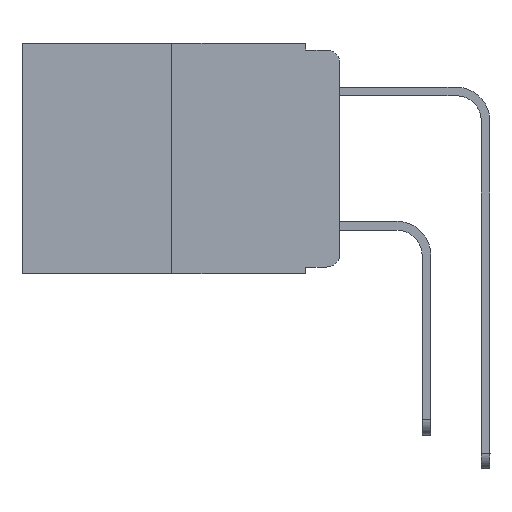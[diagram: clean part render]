
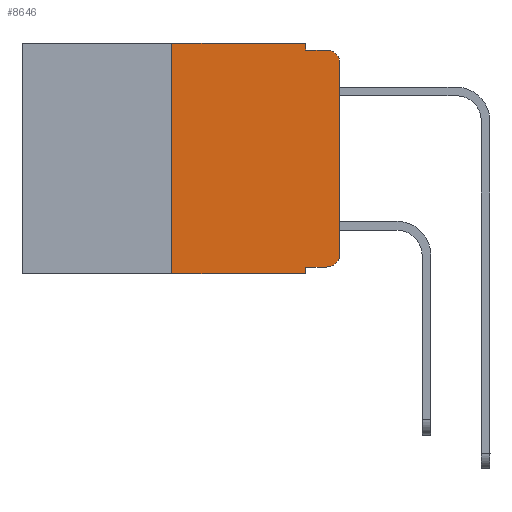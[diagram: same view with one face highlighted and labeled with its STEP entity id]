
A CAD part, left-side view. The second image highlights one B-rep face of the part: STEP entity #8646.
In plain terms, the highlighted planar face has unit normal (-1, 0, 0).
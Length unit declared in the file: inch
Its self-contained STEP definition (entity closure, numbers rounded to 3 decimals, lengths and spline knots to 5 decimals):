
#295 = EDGE_CURVE ( 'NONE', #16171, #18490, #11957, .T. ) ;
#878 = CARTESIAN_POINT ( 'NONE',  ( 0., 0.25, -0.343 ) ) ;
#935 = EDGE_CURVE ( 'NONE', #18403, #18490, #14412, .T. ) ;
#1336 = DIRECTION ( 'NONE',  ( 1., 0., 0. ) ) ;
#1377 = DIRECTION ( 'NONE',  ( 0., 0., -1. ) ) ;
#1452 = CARTESIAN_POINT ( 'NONE',  ( 0., 0.02, -0.01 ) ) ;
#2711 = EDGE_CURVE ( 'NONE', #14525, #9604, #3588, .T. ) ;
#2912 = VECTOR ( 'NONE', #4490, 39.37008 ) ;
#3209 = CARTESIAN_POINT ( 'NONE',  ( 0., 0.02, -0.03 ) ) ;
#3588 = LINE ( 'NONE', #8885, #8651 ) ;
#3845 = VERTEX_POINT ( 'NONE', #12110 ) ;
#3936 = EDGE_CURVE ( 'NONE', #18403, #15955, #6596, .T. ) ;
#4490 = DIRECTION ( 'NONE',  ( 0., -1., 0. ) ) ;
#5391 = EDGE_CURVE ( 'NONE', #16171, #17434, #13054, .T. ) ;
#5541 = VECTOR ( 'NONE', #12689, 39.37008 ) ;
#6365 = EDGE_CURVE ( 'NONE', #12940, #12486, #8973, .T. ) ;
#6596 = LINE ( 'NONE', #15555, #12292 ) ;
#6721 = VECTOR ( 'NONE', #15118, 39.37008 ) ;
#6819 = DIRECTION ( 'NONE',  ( 0., -1., 0. ) ) ;
#7718 = LINE ( 'NONE', #11394, #2912 ) ;
#7882 = AXIS2_PLACEMENT_3D ( 'NONE', #3209, #20710, #1377 ) ;
#8193 = CARTESIAN_POINT ( 'NONE',  ( 0., 0.051, -0.01 ) ) ;
#8221 = CARTESIAN_POINT ( 'NONE',  ( 0., 0.25, 0. ) ) ;
#8360 = CARTESIAN_POINT ( 'NONE',  ( 0., 0., 0. ) ) ;
#8621 = ORIENTED_EDGE ( 'NONE', *, *, #295, .T. ) ;
#8646 = ADVANCED_FACE ( 'NONE', ( #10179 ), #11566, .F. ) ;
#8651 = VECTOR ( 'NONE', #12556, 39.37008 ) ;
#8698 = EDGE_CURVE ( 'NONE', #15955, #3845, #10991, .T. ) ;
#8885 = CARTESIAN_POINT ( 'NONE',  ( 0., 0.051, 0. ) ) ;
#8959 = EDGE_CURVE ( 'NONE', #17434, #14525, #7718, .T. ) ;
#8973 = CIRCLE ( 'NONE', #7882, 0.02 ) ;
#9101 = DIRECTION ( 'NONE',  ( 0., -1., 0. ) ) ;
#9422 = ORIENTED_EDGE ( 'NONE', *, *, #3936, .T. ) ;
#9604 = VERTEX_POINT ( 'NONE', #8193 ) ;
#10179 = FACE_OUTER_BOUND ( 'NONE', #15608, .T. ) ;
#10447 = ORIENTED_EDGE ( 'NONE', *, *, #11247, .F. ) ;
#10991 = CIRCLE ( 'NONE', #17236, 0.02 ) ;
#11176 = CARTESIAN_POINT ( 'NONE',  ( 0., 0.051, -0.343 ) ) ;
#11247 = EDGE_CURVE ( 'NONE', #9604, #12486, #17961, .T. ) ;
#11394 = CARTESIAN_POINT ( 'NONE',  ( 0., 0.473, 0. ) ) ;
#11566 = PLANE ( 'NONE',  #20551 ) ;
#11795 = DIRECTION ( 'NONE',  ( 0., 0., -1. ) ) ;
#11957 = LINE ( 'NONE', #18985, #16336 ) ;
#12110 = CARTESIAN_POINT ( 'NONE',  ( 0., 0., -0.313 ) ) ;
#12152 = LINE ( 'NONE', #8360, #19149 ) ;
#12292 = VECTOR ( 'NONE', #6819, 39.37008 ) ;
#12452 = CARTESIAN_POINT ( 'NONE',  ( 0., 0.051, 0. ) ) ;
#12486 = VERTEX_POINT ( 'NONE', #1452 ) ;
#12548 = ORIENTED_EDGE ( 'NONE', *, *, #6365, .T. ) ;
#12556 = DIRECTION ( 'NONE',  ( 0., 0., -1. ) ) ;
#12689 = DIRECTION ( 'NONE',  ( 0., 0., -1. ) ) ;
#12940 = VERTEX_POINT ( 'NONE', #17396 ) ;
#13054 = LINE ( 'NONE', #20078, #6721 ) ;
#13445 = ORIENTED_EDGE ( 'NONE', *, *, #935, .F. ) ;
#14412 = LINE ( 'NONE', #17657, #5541 ) ;
#14490 = CARTESIAN_POINT ( 'NONE',  ( 0., 0.02, -0.313 ) ) ;
#14525 = VERTEX_POINT ( 'NONE', #12452 ) ;
#15118 = DIRECTION ( 'NONE',  ( 0., 0., 1. ) ) ;
#15347 = ORIENTED_EDGE ( 'NONE', *, *, #2711, .F. ) ;
#15356 = CARTESIAN_POINT ( 'NONE',  ( 0., 0.473, 0. ) ) ;
#15555 = CARTESIAN_POINT ( 'NONE',  ( 0., 0.051, -0.333 ) ) ;
#15608 = EDGE_LOOP ( 'NONE', ( #17343, #12548, #10447, #15347, #17209, #17406, #8621, #13445, #9422, #19945 ) ) ;
#15625 = DIRECTION ( 'NONE',  ( 0., -1., 0. ) ) ;
#15748 = EDGE_CURVE ( 'NONE', #3845, #12940, #12152, .T. ) ;
#15826 = CARTESIAN_POINT ( 'NONE',  ( 0., 0.02, -0.333 ) ) ;
#15955 = VERTEX_POINT ( 'NONE', #15826 ) ;
#16171 = VERTEX_POINT ( 'NONE', #878 ) ;
#16332 = DIRECTION ( 'NONE',  ( 0., 0., -1. ) ) ;
#16336 = VECTOR ( 'NONE', #15625, 39.37008 ) ;
#17209 = ORIENTED_EDGE ( 'NONE', *, *, #8959, .F. ) ;
#17236 = AXIS2_PLACEMENT_3D ( 'NONE', #14490, #17424, #16332 ) ;
#17343 = ORIENTED_EDGE ( 'NONE', *, *, #15748, .T. ) ;
#17396 = CARTESIAN_POINT ( 'NONE',  ( 0., 0., -0.03 ) ) ;
#17406 = ORIENTED_EDGE ( 'NONE', *, *, #5391, .F. ) ;
#17424 = DIRECTION ( 'NONE',  ( -1., 0., 0. ) ) ;
#17434 = VERTEX_POINT ( 'NONE', #8221 ) ;
#17657 = CARTESIAN_POINT ( 'NONE',  ( 0., 0.051, 0. ) ) ;
#17751 = CARTESIAN_POINT ( 'NONE',  ( 0., 0.051, -0.333 ) ) ;
#17961 = LINE ( 'NONE', #18304, #22016 ) ;
#18304 = CARTESIAN_POINT ( 'NONE',  ( 0., 0.051, -0.01 ) ) ;
#18403 = VERTEX_POINT ( 'NONE', #17751 ) ;
#18490 = VERTEX_POINT ( 'NONE', #11176 ) ;
#18985 = CARTESIAN_POINT ( 'NONE',  ( 0., 0.473, -0.343 ) ) ;
#19149 = VECTOR ( 'NONE', #19180, 39.37008 ) ;
#19180 = DIRECTION ( 'NONE',  ( 0., 0., 1. ) ) ;
#19945 = ORIENTED_EDGE ( 'NONE', *, *, #8698, .T. ) ;
#20078 = CARTESIAN_POINT ( 'NONE',  ( 0., 0.25, 0. ) ) ;
#20551 = AXIS2_PLACEMENT_3D ( 'NONE', #15356, #1336, #11795 ) ;
#20710 = DIRECTION ( 'NONE',  ( -1., 0., 0. ) ) ;
#22016 = VECTOR ( 'NONE', #9101, 39.37008 ) ;
